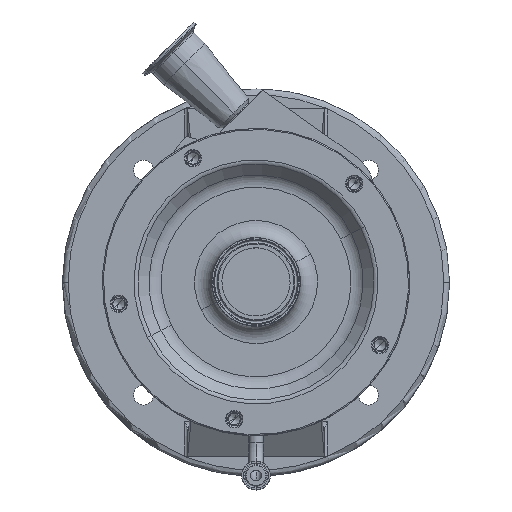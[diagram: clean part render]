
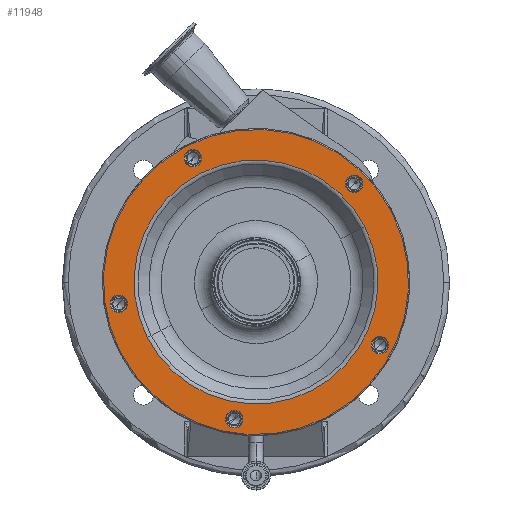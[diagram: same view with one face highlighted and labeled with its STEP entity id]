
A CAD part, top view. The second image highlights one B-rep face of the part: STEP entity #11948.
In plain terms, the highlighted planar face has unit normal (0, 0, 1).
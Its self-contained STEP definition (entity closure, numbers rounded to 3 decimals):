
#59 = CARTESIAN_POINT ( 'NONE',  ( 0., 0., 81. ) ) ;
#416 = DIRECTION ( 'NONE',  ( -0.891, -0.454, 0. ) ) ;
#467 = VERTEX_POINT ( 'NONE', #9832 ) ;
#504 = PLANE ( 'NONE',  #8304 ) ;
#549 = AXIS2_PLACEMENT_3D ( 'NONE', #4666, #9713, #416 ) ;
#733 = ORIENTED_EDGE ( 'NONE', *, *, #1470, .T. ) ;
#759 = EDGE_CURVE ( 'NONE', #467, #12617, #12873, .T. ) ;
#768 = CARTESIAN_POINT ( 'NONE',  ( 93.078, 89.737, 81. ) ) ;
#972 = AXIS2_PLACEMENT_3D ( 'NONE', #3497, #7798, #11940 ) ;
#1111 = CARTESIAN_POINT ( 'NONE',  ( 108.703, -55.387, 81. ) ) ;
#1237 = DIRECTION ( 'NONE',  ( -0.891, -0.454, 0. ) ) ;
#1442 = DIRECTION ( 'NONE',  ( 0., 0., -1. ) ) ;
#1461 = AXIS2_PLACEMENT_3D ( 'NONE', #5122, #3798, #13271 ) ;
#1470 = EDGE_CURVE ( 'NONE', #2454, #9557, #4271, .T. ) ;
#1552 = EDGE_CURVE ( 'NONE', #5066, #1899, #9833, .T. ) ;
#1899 = VERTEX_POINT ( 'NONE', #6604 ) ;
#2074 = EDGE_LOOP ( 'NONE', ( #10878, #733 ) ) ;
#2098 = VERTEX_POINT ( 'NONE', #4394 ) ;
#2296 = EDGE_CURVE ( 'NONE', #13279, #9238, #11855, .T. ) ;
#2309 = VERTEX_POINT ( 'NONE', #6473 ) ;
#2372 = FACE_BOUND ( 'NONE', #2074, .T. ) ;
#2409 = DIRECTION ( 'NONE',  ( 0., 0., -1. ) ) ;
#2454 = VERTEX_POINT ( 'NONE', #7231 ) ;
#2808 = AXIS2_PLACEMENT_3D ( 'NONE', #6356, #13524, #6145 ) ;
#2929 = DIRECTION ( 'NONE',  ( -0.891, -0.454, 0. ) ) ;
#3121 = CARTESIAN_POINT ( 'NONE',  ( -55.387, 108.703, 81. ) ) ;
#3146 = EDGE_CURVE ( 'NONE', #2098, #6792, #11673, .T. ) ;
#3329 = CARTESIAN_POINT ( 'NONE',  ( 86.267, 86.267, 81. ) ) ;
#3497 = CARTESIAN_POINT ( 'NONE',  ( -120.498, -19.085, 81. ) ) ;
#3585 = DIRECTION ( 'NONE',  ( -0.891, -0.454, 0. ) ) ;
#3670 = DIRECTION ( 'NONE',  ( 0., 0., -1. ) ) ;
#3734 = DIRECTION ( 'NONE',  ( 0., 0., -1. ) ) ;
#3798 = DIRECTION ( 'NONE',  ( 0., 0., -1. ) ) ;
#3859 = DIRECTION ( 'NONE',  ( -0.891, -0.454, 0. ) ) ;
#3894 = DIRECTION ( 'NONE',  ( 0., 0., -1. ) ) ;
#4056 = CIRCLE ( 'NONE', #9162, 7.644 ) ;
#4111 = EDGE_CURVE ( 'NONE', #1899, #5066, #7353, .T. ) ;
#4222 = VERTEX_POINT ( 'NONE', #11636 ) ;
#4271 = CIRCLE ( 'NONE', #12893, 7.644 ) ;
#4301 = AXIS2_PLACEMENT_3D ( 'NONE', #3329, #1442, #10955 ) ;
#4394 = CARTESIAN_POINT ( 'NONE',  ( -62.197, 105.233, 81. ) ) ;
#4539 = CIRCLE ( 'NONE', #6338, 107.071 ) ;
#4540 = CIRCLE ( 'NONE', #1461, 7.644 ) ;
#4666 = CARTESIAN_POINT ( 'NONE',  ( -19.085, -120.498, 81. ) ) ;
#4691 = CARTESIAN_POINT ( 'NONE',  ( -60.835, 119.395, 81. ) ) ;
#4711 = EDGE_LOOP ( 'NONE', ( #12387, #12788 ) ) ;
#4743 = CIRCLE ( 'NONE', #4301, 7.644 ) ;
#4910 = CARTESIAN_POINT ( 'NONE',  ( -120.498, -19.085, 81. ) ) ;
#4934 = CARTESIAN_POINT ( 'NONE',  ( 0., 0., 81. ) ) ;
#5030 = EDGE_CURVE ( 'NONE', #2309, #8368, #6536, .T. ) ;
#5066 = VERTEX_POINT ( 'NONE', #9592 ) ;
#5122 = CARTESIAN_POINT ( 'NONE',  ( 108.703, -55.387, 81. ) ) ;
#5263 = EDGE_CURVE ( 'NONE', #7046, #4222, #4540, .T. ) ;
#5293 = DIRECTION ( 'NONE',  ( 0., 0., -1. ) ) ;
#5561 = CARTESIAN_POINT ( 'NONE',  ( -127.309, -22.555, 81. ) ) ;
#5717 = CIRCLE ( 'NONE', #13460, 7.644 ) ;
#5721 = DIRECTION ( 'NONE',  ( 0., 0., -1. ) ) ;
#5735 = FACE_OUTER_BOUND ( 'NONE', #8058, .T. ) ;
#5888 = CIRCLE ( 'NONE', #2808, 134. ) ;
#6079 = EDGE_CURVE ( 'NONE', #9238, #13279, #5888, .T. ) ;
#6145 = DIRECTION ( 'NONE',  ( -0.891, -0.454, 0. ) ) ;
#6265 = EDGE_CURVE ( 'NONE', #12617, #467, #10120, .T. ) ;
#6338 = AXIS2_PLACEMENT_3D ( 'NONE', #12398, #3734, #2929 ) ;
#6356 = CARTESIAN_POINT ( 'NONE',  ( 0., 0., 81. ) ) ;
#6462 = EDGE_LOOP ( 'NONE', ( #9295, #9419 ) ) ;
#6473 = CARTESIAN_POINT ( 'NONE',  ( 95.401, 48.609, 81. ) ) ;
#6536 = CIRCLE ( 'NONE', #10081, 107.071 ) ;
#6604 = CARTESIAN_POINT ( 'NONE',  ( -12.274, -117.028, 81. ) ) ;
#6722 = ORIENTED_EDGE ( 'NONE', *, *, #10194, .T. ) ;
#6792 = VERTEX_POINT ( 'NONE', #8851 ) ;
#6948 = EDGE_CURVE ( 'NONE', #4222, #7046, #4056, .T. ) ;
#7046 = VERTEX_POINT ( 'NONE', #12905 ) ;
#7231 = CARTESIAN_POINT ( 'NONE',  ( 79.456, 82.797, 81. ) ) ;
#7353 = CIRCLE ( 'NONE', #9100, 7.644 ) ;
#7414 = CARTESIAN_POINT ( 'NONE',  ( -19.085, -120.498, 81. ) ) ;
#7461 = AXIS2_PLACEMENT_3D ( 'NONE', #13197, #8924, #11844 ) ;
#7481 = DIRECTION ( 'NONE',  ( 0., 0., -1. ) ) ;
#7712 = EDGE_CURVE ( 'NONE', #9557, #2454, #4743, .T. ) ;
#7787 = ORIENTED_EDGE ( 'NONE', *, *, #9214, .T. ) ;
#7798 = DIRECTION ( 'NONE',  ( 0., 0., -1. ) ) ;
#7840 = FACE_BOUND ( 'NONE', #8200, .T. ) ;
#7889 = ORIENTED_EDGE ( 'NONE', *, *, #1552, .T. ) ;
#8058 = EDGE_LOOP ( 'NONE', ( #8638, #11485 ) ) ;
#8149 = DIRECTION ( 'NONE',  ( -0.891, -0.454, 0. ) ) ;
#8200 = EDGE_LOOP ( 'NONE', ( #11234, #7889 ) ) ;
#8304 = AXIS2_PLACEMENT_3D ( 'NONE', #4691, #3670, #9783 ) ;
#8368 = VERTEX_POINT ( 'NONE', #8951 ) ;
#8638 = ORIENTED_EDGE ( 'NONE', *, *, #2296, .F. ) ;
#8851 = CARTESIAN_POINT ( 'NONE',  ( -48.576, 112.173, 81. ) ) ;
#8863 = FACE_BOUND ( 'NONE', #6462, .T. ) ;
#8924 = DIRECTION ( 'NONE',  ( 0., 0., -1. ) ) ;
#8951 = CARTESIAN_POINT ( 'NONE',  ( -95.401, -48.609, 81. ) ) ;
#9047 = EDGE_LOOP ( 'NONE', ( #7787, #11561 ) ) ;
#9100 = AXIS2_PLACEMENT_3D ( 'NONE', #7414, #9414, #12792 ) ;
#9162 = AXIS2_PLACEMENT_3D ( 'NONE', #1111, #2409, #1237 ) ;
#9214 = EDGE_CURVE ( 'NONE', #8368, #2309, #4539, .T. ) ;
#9238 = VERTEX_POINT ( 'NONE', #9285 ) ;
#9285 = CARTESIAN_POINT ( 'NONE',  ( 119.395, 60.835, 81. ) ) ;
#9295 = ORIENTED_EDGE ( 'NONE', *, *, #5263, .T. ) ;
#9414 = DIRECTION ( 'NONE',  ( 0., 0., -1. ) ) ;
#9419 = ORIENTED_EDGE ( 'NONE', *, *, #6948, .T. ) ;
#9557 = VERTEX_POINT ( 'NONE', #768 ) ;
#9592 = CARTESIAN_POINT ( 'NONE',  ( -25.896, -123.968, 81. ) ) ;
#9713 = DIRECTION ( 'NONE',  ( 0., 0., -1. ) ) ;
#9783 = DIRECTION ( 'NONE',  ( -0.891, -0.454, 0. ) ) ;
#9832 = CARTESIAN_POINT ( 'NONE',  ( -113.687, -15.615, 81. ) ) ;
#9833 = CIRCLE ( 'NONE', #549, 7.644 ) ;
#9907 = CARTESIAN_POINT ( 'NONE',  ( 86.267, 86.267, 81. ) ) ;
#9983 = FACE_BOUND ( 'NONE', #9047, .T. ) ;
#10081 = AXIS2_PLACEMENT_3D ( 'NONE', #4934, #3894, #8149 ) ;
#10120 = CIRCLE ( 'NONE', #11228, 7.644 ) ;
#10194 = EDGE_CURVE ( 'NONE', #6792, #2098, #5717, .T. ) ;
#10215 = ORIENTED_EDGE ( 'NONE', *, *, #3146, .T. ) ;
#10599 = DIRECTION ( 'NONE',  ( -0.891, -0.454, 0. ) ) ;
#10622 = DIRECTION ( 'NONE',  ( -0.891, -0.454, 0. ) ) ;
#10878 = ORIENTED_EDGE ( 'NONE', *, *, #7712, .T. ) ;
#10955 = DIRECTION ( 'NONE',  ( -0.891, -0.454, 0. ) ) ;
#11031 = FACE_BOUND ( 'NONE', #4711, .T. ) ;
#11228 = AXIS2_PLACEMENT_3D ( 'NONE', #4910, #13264, #3859 ) ;
#11234 = ORIENTED_EDGE ( 'NONE', *, *, #4111, .T. ) ;
#11485 = ORIENTED_EDGE ( 'NONE', *, *, #6079, .F. ) ;
#11561 = ORIENTED_EDGE ( 'NONE', *, *, #5030, .T. ) ;
#11636 = CARTESIAN_POINT ( 'NONE',  ( 101.892, -58.857, 81. ) ) ;
#11651 = AXIS2_PLACEMENT_3D ( 'NONE', #59, #5293, #10599 ) ;
#11673 = CIRCLE ( 'NONE', #7461, 7.644 ) ;
#11844 = DIRECTION ( 'NONE',  ( -0.891, -0.454, 0. ) ) ;
#11855 = CIRCLE ( 'NONE', #11651, 134. ) ;
#11940 = DIRECTION ( 'NONE',  ( -0.891, -0.454, 0. ) ) ;
#11948 = ADVANCED_FACE ( 'NONE', ( #2372, #8863, #7840, #11031, #13132, #5735, #9983 ), #504, .F. ) ;
#12387 = ORIENTED_EDGE ( 'NONE', *, *, #759, .T. ) ;
#12398 = CARTESIAN_POINT ( 'NONE',  ( 0., 0., 81. ) ) ;
#12617 = VERTEX_POINT ( 'NONE', #5561 ) ;
#12670 = CARTESIAN_POINT ( 'NONE',  ( -119.395, -60.835, 81. ) ) ;
#12788 = ORIENTED_EDGE ( 'NONE', *, *, #6265, .T. ) ;
#12792 = DIRECTION ( 'NONE',  ( -0.891, -0.454, 0. ) ) ;
#12873 = CIRCLE ( 'NONE', #972, 7.644 ) ;
#12893 = AXIS2_PLACEMENT_3D ( 'NONE', #9907, #5721, #3585 ) ;
#12905 = CARTESIAN_POINT ( 'NONE',  ( 115.513, -51.917, 81. ) ) ;
#13132 = FACE_BOUND ( 'NONE', #13459, .T. ) ;
#13197 = CARTESIAN_POINT ( 'NONE',  ( -55.387, 108.703, 81. ) ) ;
#13264 = DIRECTION ( 'NONE',  ( 0., 0., -1. ) ) ;
#13271 = DIRECTION ( 'NONE',  ( -0.891, -0.454, 0. ) ) ;
#13279 = VERTEX_POINT ( 'NONE', #12670 ) ;
#13459 = EDGE_LOOP ( 'NONE', ( #6722, #10215 ) ) ;
#13460 = AXIS2_PLACEMENT_3D ( 'NONE', #3121, #7481, #10622 ) ;
#13524 = DIRECTION ( 'NONE',  ( 0., 0., -1. ) ) ;
